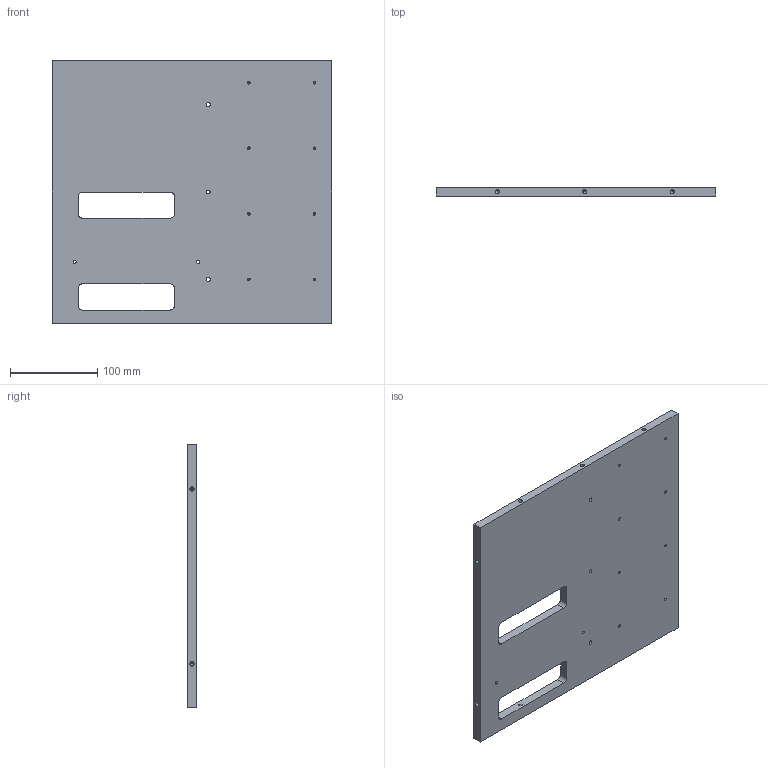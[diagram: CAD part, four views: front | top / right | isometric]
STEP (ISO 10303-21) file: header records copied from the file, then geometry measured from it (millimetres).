
FILE_DESCRIPTION (( 'STEP AP203' ), '1' );
FILE_NAME ('20-019390--DIVIDER PLATE A--Rev_A.step', '2022-06-14T14:55:02', ( '' ), ( '' ), 'SwSTEP 2.0', 'SolidWorks 2021', '' );
FILE_SCHEMA (( 'CONFIG_CONTROL_DESIGN' ));
Length unit declared in the file: millimetre
Products named in the file (1): 20-019390--DIVIDER PLATE A--Rev_A
Bounding box: 320 x 10 x 300 mm (x, y, z)
Volume: 890538.3 mm3; surface area: 199837.3 mm2
Topology: 1 solids, 1 shells, 167 faces, 396 edges, 235 vertices
Faces by surface type: cylinder 96, cone 36, plane 35
Entity records: 4727 total; most frequent: DIRECTION 892, CARTESIAN_POINT 765, ORIENTED_EDGE 724, AXIS2_PLACEMENT_3D 362, EDGE_CURVE 362, VERTEX_POINT 235, EDGE_LOOP 221, CIRCLE 194
